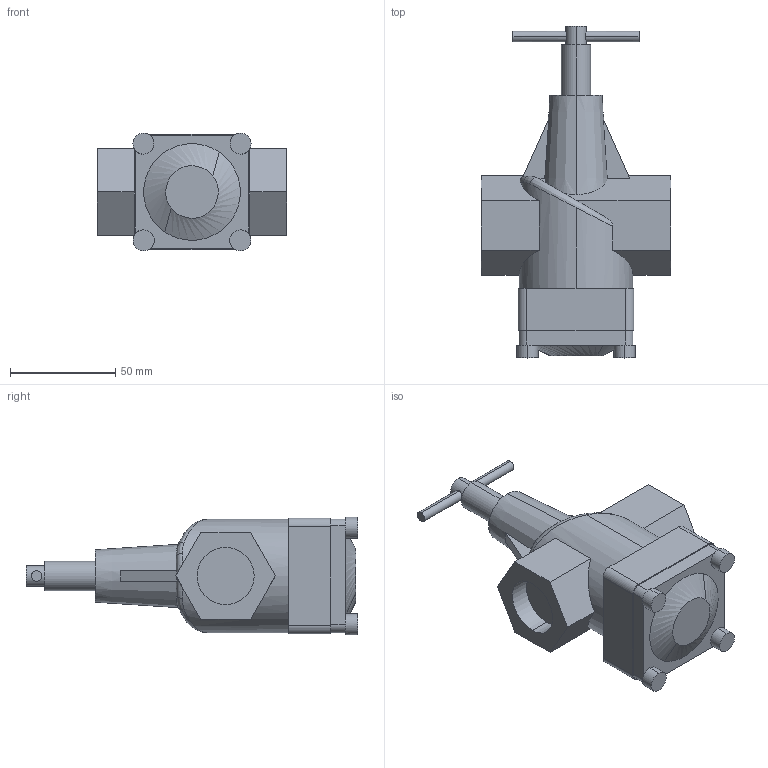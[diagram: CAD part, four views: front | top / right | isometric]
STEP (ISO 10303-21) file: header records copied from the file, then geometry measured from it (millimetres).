
FILE_DESCRIPTION (( 'STEP AP214' ), '1' );
FILE_NAME ('SC6S-08-20A.STEP', '2025-09-02T02:18:20', ( '' ), ( '' ), 'SwSTEP 2.0', 'SolidWorks 2023', '' );
FILE_SCHEMA (( 'AUTOMOTIVE_DESIGN' ));
Length unit declared in the file: millimetre
Products named in the file (1): SC6S-08-20A
Bounding box: 90 x 158 x 56.05 mm (x, y, z)
Volume: 278231 mm3; surface area: 34901.7 mm2
Topology: 1 solids, 1 shells, 99 faces, 250 edges, 162 vertices
Faces by surface type: plane 57, cylinder 32, bspline 6, cone 2, torus 2
Entity records: 3327 total; most frequent: CARTESIAN_POINT 970, ORIENTED_EDGE 500, DIRECTION 478, EDGE_CURVE 250, AXIS2_PLACEMENT_3D 176, VERTEX_POINT 162, VECTOR 126, LINE 126
